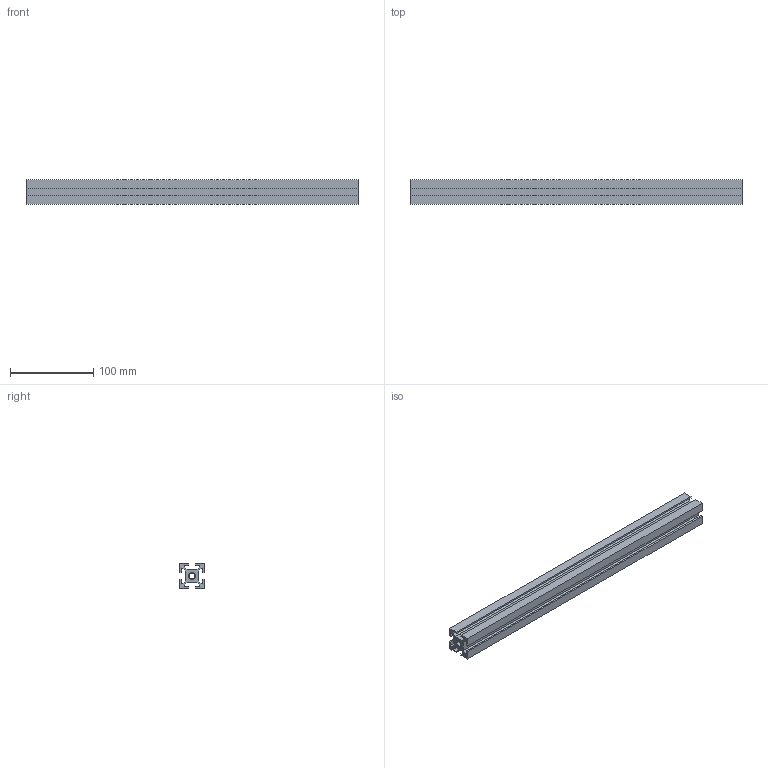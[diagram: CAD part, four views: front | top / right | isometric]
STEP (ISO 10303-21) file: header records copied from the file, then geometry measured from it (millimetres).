
FILE_DESCRIPTION((''),'2;1');
FILE_NAME('FYBUFPR002','2025-05-26T20:34:17',('t-gamer'),(''),'CREO PARAMETRIC BY PTC INC, 2024063','CREO PARAMETRIC BY PTC INC, 2024063','');
FILE_SCHEMA(('CONFIG_CONTROL_DESIGN'));
Length unit declared in the file: millimetre
Products named in the file (1): FYBUFPR002
Bounding box: 400 x 30 x 30 mm (x, y, z)
Volume: 188049.3 mm3; surface area: 107107.6 mm2
Topology: 1 solids, 3 shells, 54 faces, 154 edges, 104 vertices
Faces by surface type: plane 48, cylinder 6
Entity records: 1791 total; most frequent: CARTESIAN_POINT 313, ORIENTED_EDGE 300, DIRECTION 280, EDGE_CURVE 154, VECTOR 138, LINE 138, VERTEX_POINT 104, AXIS2_PLACEMENT_3D 71
